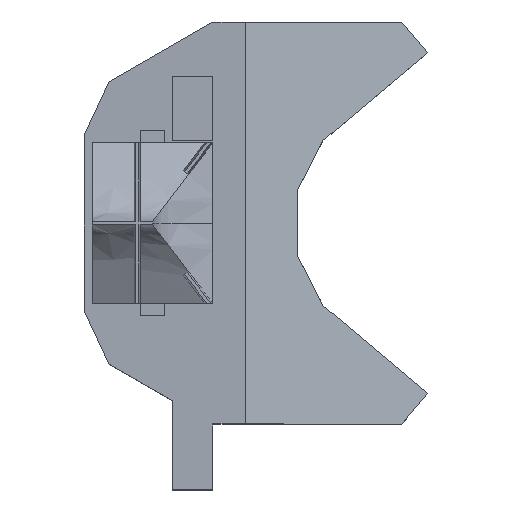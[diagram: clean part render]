
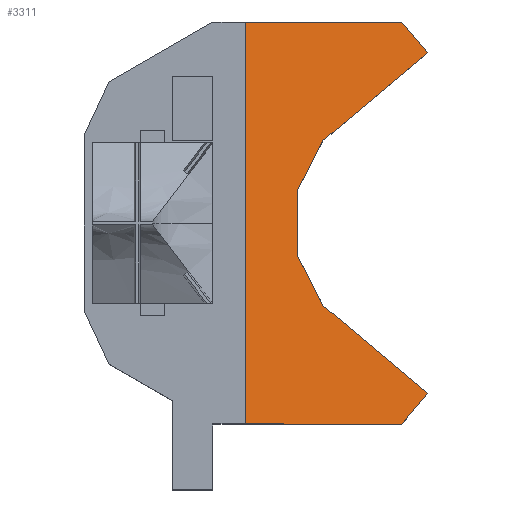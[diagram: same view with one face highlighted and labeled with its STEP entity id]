
A CAD part, top view. The second image highlights one B-rep face of the part: STEP entity #3311.
In plain terms, the highlighted planar face has unit normal (0.314, 0, 0.95).
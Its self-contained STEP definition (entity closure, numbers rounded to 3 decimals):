
#179=FACE_OUTER_BOUND('',#338,.T.);
#338=EDGE_LOOP('',(#2624,#2625,#2626,#2627,#2628,#2629,#2630,#2631,#2632,
#2633));
#450=LINE('',#4489,#880);
#467=LINE('',#4521,#897);
#590=LINE('',#4865,#1020);
#593=LINE('',#4871,#1023);
#617=LINE('',#4918,#1047);
#647=LINE('',#4981,#1077);
#672=LINE('',#5029,#1102);
#680=LINE('',#5043,#1110);
#729=LINE('',#5233,#1159);
#730=LINE('',#5234,#1160);
#880=VECTOR('',#3715,10.);
#897=VECTOR('',#3742,10.);
#1020=VECTOR('',#3943,10.);
#1023=VECTOR('',#3948,10.);
#1047=VECTOR('',#3986,10.);
#1077=VECTOR('',#4030,10.);
#1102=VECTOR('',#4065,10.);
#1110=VECTOR('',#4079,10.);
#1159=VECTOR('',#4156,10.);
#1160=VECTOR('',#4157,10.);
#1300=VERTEX_POINT('',#4486);
#1301=VERTEX_POINT('',#4488);
#1311=VERTEX_POINT('',#4520);
#1394=VERTEX_POINT('',#4864);
#1396=VERTEX_POINT('',#4870);
#1412=VERTEX_POINT('',#4916);
#1437=VERTEX_POINT('',#4978);
#1438=VERTEX_POINT('',#4980);
#1456=VERTEX_POINT('',#5027);
#1499=VERTEX_POINT('',#5232);
#1616=EDGE_CURVE('',#1301,#1300,#450,.T.);
#1633=EDGE_CURVE('',#1311,#1301,#467,.T.);
#1766=EDGE_CURVE('',#1300,#1394,#590,.T.);
#1769=EDGE_CURVE('',#1394,#1396,#593,.T.);
#1793=EDGE_CURVE('',#1396,#1412,#617,.T.);
#1823=EDGE_CURVE('',#1437,#1438,#647,.T.);
#1848=EDGE_CURVE('',#1456,#1437,#672,.T.);
#1856=EDGE_CURVE('',#1311,#1456,#680,.T.);
#1914=EDGE_CURVE('',#1499,#1412,#729,.T.);
#1915=EDGE_CURVE('',#1438,#1499,#730,.T.);
#2624=ORIENTED_EDGE('',*,*,#1848,.F.);
#2625=ORIENTED_EDGE('',*,*,#1856,.F.);
#2626=ORIENTED_EDGE('',*,*,#1633,.T.);
#2627=ORIENTED_EDGE('',*,*,#1616,.T.);
#2628=ORIENTED_EDGE('',*,*,#1766,.T.);
#2629=ORIENTED_EDGE('',*,*,#1769,.T.);
#2630=ORIENTED_EDGE('',*,*,#1793,.T.);
#2631=ORIENTED_EDGE('',*,*,#1914,.F.);
#2632=ORIENTED_EDGE('',*,*,#1915,.F.);
#2633=ORIENTED_EDGE('',*,*,#1823,.F.);
#3009=PLANE('',#3527);
#3311=ADVANCED_FACE('',(#179),#3009,.F.);
#3527=AXIS2_PLACEMENT_3D('',#5231,#4154,#4155);
#3715=DIRECTION('',(0.743,0.623,-0.245));
#3742=DIRECTION('',(0.449,0.881,-0.148));
#3943=DIRECTION('',(-0.629,0.749,0.208));
#3948=DIRECTION('',(-0.95,0.,0.314));
#3986=DIRECTION('',(0.,-1.,0.));
#4030=DIRECTION('',(0.743,-0.623,-0.245));
#4065=DIRECTION('',(0.449,-0.881,-0.148));
#4079=DIRECTION('',(0.,-1.,0.));
#4154=DIRECTION('center_axis',(-0.314,0.,
-0.95));
#4155=DIRECTION('ref_axis',(0.95,0.,-0.314));
#4156=DIRECTION('',(-0.95,0.,0.314));
#4157=DIRECTION('',(-0.629,-0.749,0.208));
#4486=CARTESIAN_POINT('',(2.207,21.17,-46.618));
#4488=CARTESIAN_POINT('',(-10.822,10.237,-42.314));
#4489=CARTESIAN_POINT('',(-9.226,11.576,-42.841));
#4520=CARTESIAN_POINT('',(-14.,4.,-41.265));
#4521=CARTESIAN_POINT('',(-13.636,4.715,-41.385));
#4864=CARTESIAN_POINT('',(-1.007,25.,-45.556));
#4865=CARTESIAN_POINT('',(0.972,22.642,-46.21));
#4870=CARTESIAN_POINT('',(-20.5,25.,-39.118));
#4871=CARTESIAN_POINT('',(-20.516,25.,-39.112));
#4916=CARTESIAN_POINT('',(-20.5,-25.,-39.118));
#4918=CARTESIAN_POINT('',(-20.5,6.25,-39.118));
#4978=CARTESIAN_POINT('',(-10.822,-10.237,-42.314));
#4980=CARTESIAN_POINT('',(2.207,-21.17,-46.618));
#4981=CARTESIAN_POINT('',(-9.226,-11.576,-42.841));
#5027=CARTESIAN_POINT('',(-14.,-4.,-41.265));
#5029=CARTESIAN_POINT('',(-13.636,-4.715,-41.385));
#5043=CARTESIAN_POINT('',(-14.,-2.,-41.265));
#5231=CARTESIAN_POINT('Origin',(-20.5,0.,-39.118));
#5232=CARTESIAN_POINT('',(-1.007,-25.,-45.556));
#5233=CARTESIAN_POINT('',(-20.516,-25.,-39.112));
#5234=CARTESIAN_POINT('',(0.972,-22.642,-46.21));
